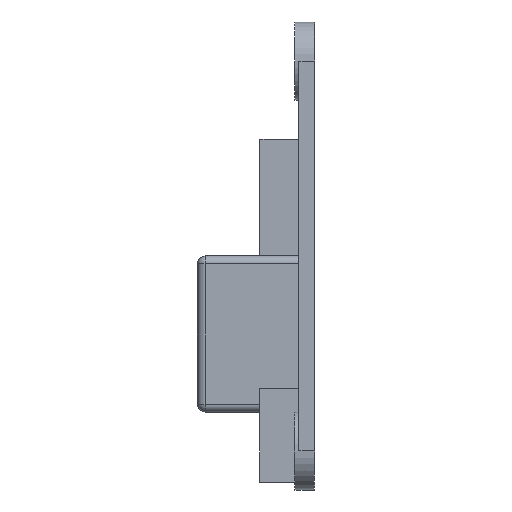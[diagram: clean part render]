
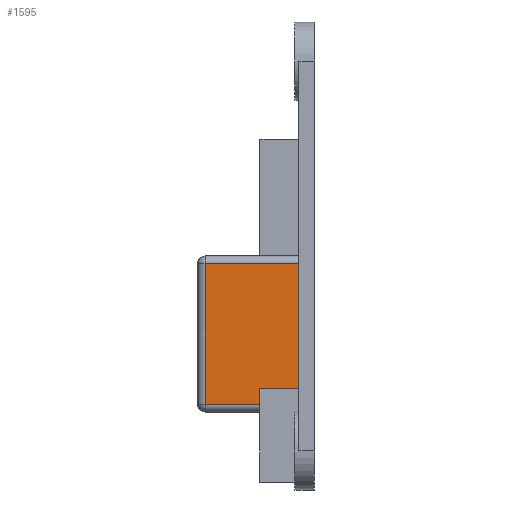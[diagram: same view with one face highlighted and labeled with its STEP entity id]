
A CAD part, left-side view. The second image highlights one B-rep face of the part: STEP entity #1595.
In plain terms, the highlighted planar face has unit normal (-1, 0, 0).
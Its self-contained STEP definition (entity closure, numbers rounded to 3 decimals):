
#77 = DIRECTION ( 'NONE',  ( 0., 0., 1. ) ) ;
#107 = CARTESIAN_POINT ( 'NONE',  ( 13.25, 2., -19. ) ) ;
#163 = FACE_OUTER_BOUND ( 'NONE', #1489, .T. ) ;
#193 = PLANE ( 'NONE',  #1552 ) ;
#204 = VECTOR ( 'NONE', #537, 1000. ) ;
#215 = DIRECTION ( 'NONE',  ( 0., 0., -1. ) ) ;
#219 = LINE ( 'NONE', #1560, #1861 ) ;
#263 = ORIENTED_EDGE ( 'NONE', *, *, #2049, .T. ) ;
#302 = VERTEX_POINT ( 'NONE', #877 ) ;
#308 = LINE ( 'NONE', #1292, #478 ) ;
#361 = LINE ( 'NONE', #1852, #204 ) ;
#478 = VECTOR ( 'NONE', #1957, 1000. ) ;
#537 = DIRECTION ( 'NONE',  ( 0., 1., 0. ) ) ;
#616 = EDGE_CURVE ( 'NONE', #814, #823, #361, .T. ) ;
#637 = DIRECTION ( 'NONE',  ( 0., 0., -1. ) ) ;
#683 = VERTEX_POINT ( 'NONE', #107 ) ;
#769 = ORIENTED_EDGE ( 'NONE', *, *, #1790, .T. ) ;
#800 = DIRECTION ( 'NONE',  ( 1., 0., 0. ) ) ;
#814 = VERTEX_POINT ( 'NONE', #1752 ) ;
#823 = VERTEX_POINT ( 'NONE', #1963 ) ;
#877 = CARTESIAN_POINT ( 'NONE',  ( 13.25, 14., -19. ) ) ;
#1009 = CARTESIAN_POINT ( 'NONE',  ( 13.25, 15., -20. ) ) ;
#1028 = LINE ( 'NONE', #1181, #1694 ) ;
#1181 = CARTESIAN_POINT ( 'NONE',  ( 13.25, 14., -20. ) ) ;
#1292 = CARTESIAN_POINT ( 'NONE',  ( 13.25, 15., -19. ) ) ;
#1489 = EDGE_LOOP ( 'NONE', ( #1506, #263, #769, #1712 ) ) ;
#1506 = ORIENTED_EDGE ( 'NONE', *, *, #1914, .T. ) ;
#1552 = AXIS2_PLACEMENT_3D ( 'NONE', #1009, #800, #637 ) ;
#1560 = CARTESIAN_POINT ( 'NONE',  ( 13.25, 2., -20. ) ) ;
#1595 = ADVANCED_FACE ( 'NONE', ( #163 ), #193, .F. ) ;
#1694 = VECTOR ( 'NONE', #215, 1000. ) ;
#1712 = ORIENTED_EDGE ( 'NONE', *, *, #616, .T. ) ;
#1752 = CARTESIAN_POINT ( 'NONE',  ( 13.25, 2., -1. ) ) ;
#1790 = EDGE_CURVE ( 'NONE', #683, #814, #219, .T. ) ;
#1852 = CARTESIAN_POINT ( 'NONE',  ( 13.25, 15., -1. ) ) ;
#1861 = VECTOR ( 'NONE', #77, 1000. ) ;
#1914 = EDGE_CURVE ( 'NONE', #823, #302, #1028, .T. ) ;
#1957 = DIRECTION ( 'NONE',  ( 0., -1., 0. ) ) ;
#1963 = CARTESIAN_POINT ( 'NONE',  ( 13.25, 14., -1. ) ) ;
#2049 = EDGE_CURVE ( 'NONE', #302, #683, #308, .T. ) ;
